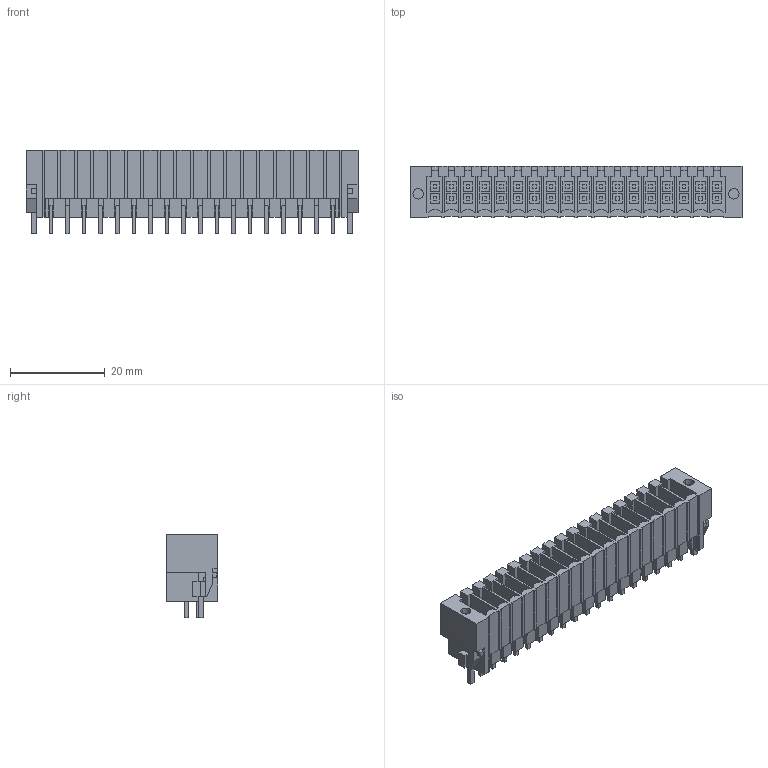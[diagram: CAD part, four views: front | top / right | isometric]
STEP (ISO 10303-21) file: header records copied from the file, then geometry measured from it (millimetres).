
FILE_DESCRIPTION(('CATIA V5 STEP Exchange','CAx-IF Rec.Pracs.--- Model Styling and Organization---1.2---2011-12-15'),'2;1');
FILE_NAME ('D1450722_0', '2018-03-29T13:20:35+00:00', ('none'), ('Weidmueller'), 'CATIA Version 5-6 Release 2014', 'CATIA V5 STEP AP214', 'none');
FILE_SCHEMA(('AUTOMOTIVE_DESIGN { 1 0 10303 214 1 1 1 1 }'));
Length unit declared in the file: millimetre
Products named in the file (1): 1290390000
Bounding box: 70 x 10.8 x 17.7 mm (x, y, z)
Volume: 5697.6 mm3; surface area: 11814.2 mm2
Topology: 39 solids, 39 shells, 1301 faces, 3779 edges, 2613 vertices
Faces by surface type: plane 1261, cylinder 40
Entity records: 38933 total; most frequent: ORIENTED_EDGE 7558, CARTESIAN_POINT 7007, DIRECTION 4939, EDGE_CURVE 3779, VECTOR 3699, LINE 3699, VERTEX_POINT 2613, EDGE_LOOP 1434
